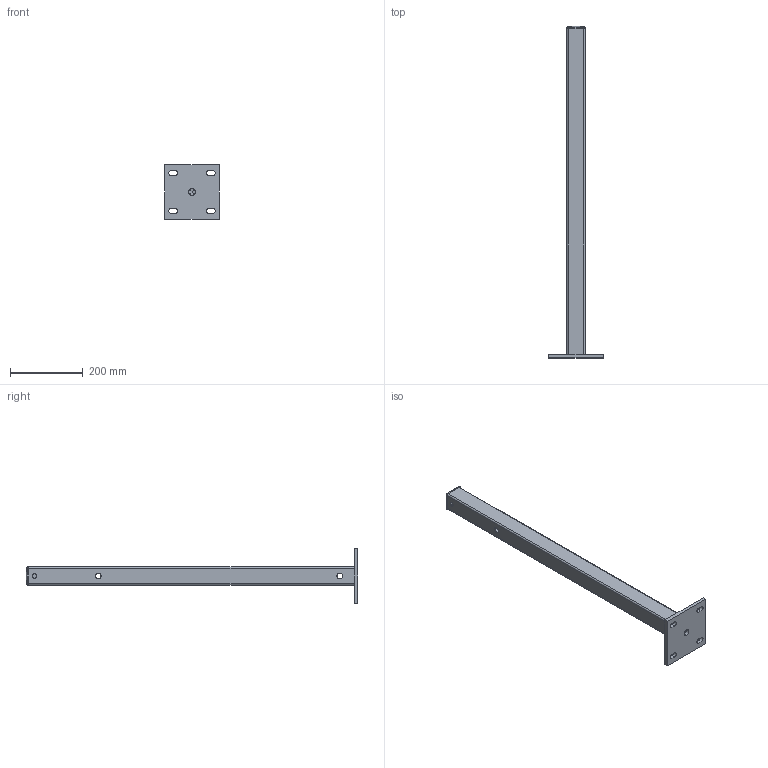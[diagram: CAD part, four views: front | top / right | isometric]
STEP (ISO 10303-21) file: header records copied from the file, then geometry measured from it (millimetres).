
FILE_DESCRIPTION (( 'STEP AP203' ), '1' );
FILE_NAME ('51PB0950.STEP', '2022-05-03T08:29:46', ( '' ), ( '' ), 'SwSTEP 2.0', 'SolidWorks 2020', '' );
FILE_SCHEMA (( 'CONFIG_CONTROL_DESIGN' ));
Length unit declared in the file: millimetre
Products named in the file (4): 200115010SH_150 X 150 X 10; 0515054; 51PB0950; 51PB0950(B)_Part1_0135-030-01 - 50 mm Posts, Suits 900 mm Panel, Bolt Down, Hinge Side
Assembly tree (3 placements, depth 2):
  51PB0950
    200115010SH_150 X 150 X 10
    51PB0950(B)_Part1_0135-030-01 - 50 mm Posts, Suits 900 mm Panel, Bolt Down, Hinge Side
    0515054
Bounding box: 150 x 913.89 x 150 mm (x, y, z)
Volume: 633179.3 mm3; surface area: 390133.9 mm2
Topology: 3 solids, 3 shells, 73 faces, 184 edges, 118 vertices
Faces by surface type: plane 41, cylinder 32
Entity records: 2640 total; most frequent: DIRECTION 394, CARTESIAN_POINT 393, ORIENTED_EDGE 368, EDGE_CURVE 184, AXIS2_PLACEMENT_3D 135, LINE 124, VECTOR 124, VERTEX_POINT 118
